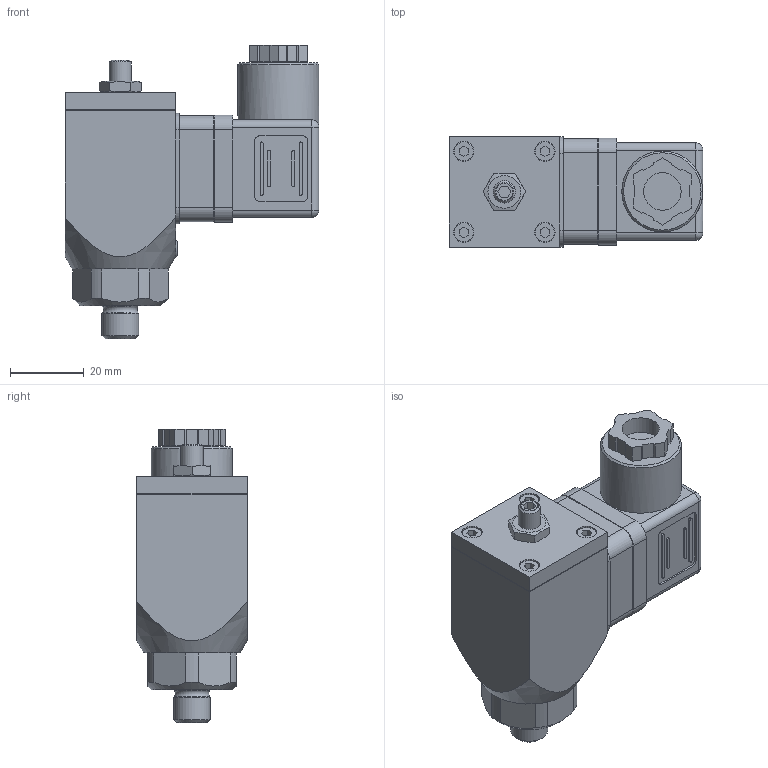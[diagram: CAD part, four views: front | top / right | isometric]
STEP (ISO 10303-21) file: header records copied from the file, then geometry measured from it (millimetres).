
FILE_DESCRIPTION(/* description */ (''),/* implementation_level */ '2;1');
FILE_NAME(/* name */ 'vakusw_14_b.stp',/* time_stamp */ '2018-03-26T13:56:55+02:00',/* author */ ('leitheußer'),/* organization */ (''),/* preprocessor_version */ 'ST-DEVELOPER v15.6',/* originating_system */ 'Autodesk Inventor LT ',/* authorisation */ '');
FILE_SCHEMA (('AUTOMOTIVE_DESIGN { 1 0 10303 214 3 1 1 }'));
Length unit declared in the file: millimetre
Products named in the file (1): TYP330
Bounding box: 68.9 x 30 x 79.79 mm (x, y, z)
Volume: 69299.2 mm3; surface area: 28522.4 mm2
Topology: 14 solids, 33 shells, 327 faces, 789 edges, 511 vertices
Faces by surface type: plane 214, cylinder 90, cone 16, sphere 4, torus 3
Full cylindrical faces by diameter (mm): 2 x1, 3.2 x4, 3.869 x2, 4.596 x2, 5 x1, 5.02 x1, 5.3 x1, 5.4 x4, 5.5 x4, 6 x1, 6.1 x1, 6.4 x1, 7 x1, 9.5 x1, 10 x1, 10.2 x1, 13.6 x1, 22 x1, 23.9 x1
Entity records: 9129 total; most frequent: CARTESIAN_POINT 1655, DIRECTION 1524, ORIENTED_EDGE 1446, EDGE_CURVE 708, AXIS2_PLACEMENT_3D 519, LINE 486, VECTOR 486, VERTEX_POINT 481
